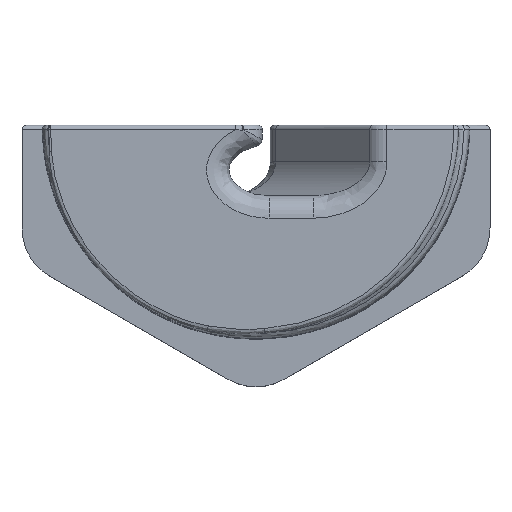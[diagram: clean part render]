
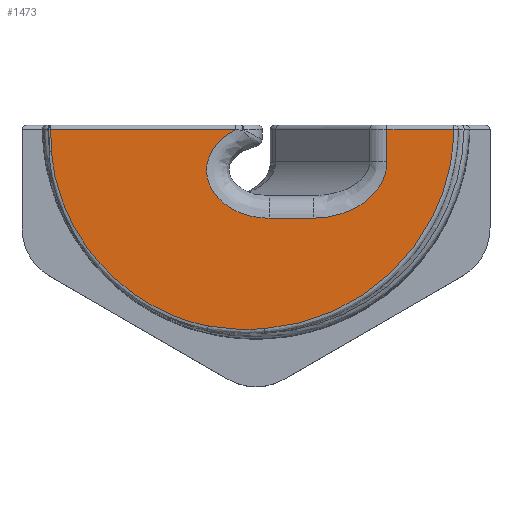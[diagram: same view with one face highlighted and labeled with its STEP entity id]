
A CAD part, top view. The second image highlights one B-rep face of the part: STEP entity #1473.
In plain terms, the highlighted planar face has unit normal (0, 0, 1).
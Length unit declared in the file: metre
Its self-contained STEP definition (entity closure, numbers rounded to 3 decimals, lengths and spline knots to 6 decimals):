
#27=ELLIPSE('',#1602,0.005548,0.00425);
#28=ELLIPSE('',#1603,0.006527,0.005);
#204=LINE('',#3893,#284);
#205=LINE('',#3914,#285);
#206=LINE('',#3916,#286);
#207=LINE('',#3920,#287);
#284=VECTOR('',#1809,1.);
#285=VECTOR('',#1810,1.);
#286=VECTOR('',#1811,1.);
#287=VECTOR('',#1814,1.);
#434=ORIENTED_EDGE('',*,*,#874,.T.);
#435=ORIENTED_EDGE('',*,*,#875,.T.);
#436=ORIENTED_EDGE('',*,*,#876,.T.);
#437=ORIENTED_EDGE('',*,*,#877,.T.);
#438=ORIENTED_EDGE('',*,*,#878,.T.);
#439=ORIENTED_EDGE('',*,*,#823,.T.);
#440=ORIENTED_EDGE('',*,*,#879,.T.);
#441=ORIENTED_EDGE('',*,*,#880,.T.);
#442=ORIENTED_EDGE('',*,*,#881,.T.);
#443=ORIENTED_EDGE('',*,*,#882,.T.);
#823=EDGE_CURVE('',#1049,#1048,#1172,.T.);
#874=EDGE_CURVE('',#1089,#1090,#27,.F.);
#875=EDGE_CURVE('',#1090,#1091,#204,.F.);
#876=EDGE_CURVE('',#1091,#1092,#1179,.T.);
#877=EDGE_CURVE('',#1092,#1093,#1180,.T.);
#878=EDGE_CURVE('',#1093,#1049,#1181,.T.);
#879=EDGE_CURVE('',#1048,#1094,#205,.F.);
#880=EDGE_CURVE('',#1094,#1095,#206,.F.);
#881=EDGE_CURVE('',#1095,#1096,#28,.F.);
#882=EDGE_CURVE('',#1096,#1089,#207,.F.);
#1048=VERTEX_POINT('',#3744);
#1049=VERTEX_POINT('',#3755);
#1089=VERTEX_POINT('',#3891);
#1090=VERTEX_POINT('',#3892);
#1091=VERTEX_POINT('',#3894);
#1092=VERTEX_POINT('',#3899);
#1093=VERTEX_POINT('',#3909);
#1094=VERTEX_POINT('',#3915);
#1095=VERTEX_POINT('',#3917);
#1096=VERTEX_POINT('',#3919);
#1172=B_SPLINE_CURVE_WITH_KNOTS('',3,(#3745,#3746,#3747,#3748,#3749,#3750,
#3751,#3752,#3753,#3754),.UNSPECIFIED.,.F.,.F.,(4,1,1,1,1,1,1,4),(0.,0.003354,
0.006708,0.010063,0.013417,0.020125,
0.02348,0.026834),.UNSPECIFIED.);
#1179=B_SPLINE_CURVE_WITH_KNOTS('',3,(#3895,#3896,#3897,#3898),
 .UNSPECIFIED.,.F.,.F.,(4,4),(0.083348,0.085297),
 .UNSPECIFIED.);
#1180=B_SPLINE_CURVE_WITH_KNOTS('',3,(#3900,#3901,#3902,#3903,#3904,#3905,
#3906,#3907,#3908),.UNSPECIFIED.,.F.,.F.,(4,1,1,1,1,1,4),(0.,0.002808,
0.005616,0.011231,0.016847,0.019655,
0.022463),.UNSPECIFIED.);
#1181=B_SPLINE_CURVE_WITH_KNOTS('',3,(#3910,#3911,#3912,#3913),
 .UNSPECIFIED.,.F.,.F.,(4,4),(0.,0.005027),.UNSPECIFIED.);
#1245=EDGE_LOOP('',(#434,#435,#436,#437,#438,#439,#440,#441,#442,#443));
#1347=FACE_BOUND('',#1245,.T.);
#1437=PLANE('',#1601);
#1473=ADVANCED_FACE('',(#1347),#1437,.T.);
#1601=AXIS2_PLACEMENT_3D('',#3889,#1805,#1806);
#1602=AXIS2_PLACEMENT_3D('',#3890,#1807,#1808);
#1603=AXIS2_PLACEMENT_3D('',#3918,#1812,#1813);
#1805=DIRECTION('',(0.,0.,1.));
#1806=DIRECTION('',(0.866,-0.5,0.));
#1807=DIRECTION('',(0.,0.,1.));
#1808=DIRECTION('',(1.,0.,0.));
#1809=DIRECTION('',(1.,0.,0.));
#1810=DIRECTION('',(1.,0.,0.));
#1811=DIRECTION('',(0.,1.,0.));
#1812=DIRECTION('',(0.,0.,1.));
#1813=DIRECTION('',(1.,0.,0.));
#1814=DIRECTION('',(1.,0.,0.));
#3744=CARTESIAN_POINT('',(0.017546,-0.0004,0.013));
#3745=CARTESIAN_POINT('',(0.000771,-0.018048,0.013));
#3746=CARTESIAN_POINT('',(0.001889,-0.017959,0.013));
#3747=CARTESIAN_POINT('',(0.004111,-0.017578,0.013));
#3748=CARTESIAN_POINT('',(0.007234,-0.016439,0.013));
#3749=CARTESIAN_POINT('',(0.01014,-0.014729,0.013));
#3750=CARTESIAN_POINT('',(0.013489,-0.011828,0.013));
#3751=CARTESIAN_POINT('',(0.01599,-0.007985,0.013));
#3752=CARTESIAN_POINT('',(0.017283,-0.003745,0.013));
#3753=CARTESIAN_POINT('',(0.01753,-0.001506,0.013));
#3754=CARTESIAN_POINT('',(0.017546,-0.0004,0.013));
#3755=CARTESIAN_POINT('',(0.000771,-0.018048,0.013));
#3889=CARTESIAN_POINT('',(0.,0.,0.013));
#3890=CARTESIAN_POINT('',(0.001165,-0.004,0.013));
#3891=CARTESIAN_POINT('',(0.001165,-0.00825,0.013));
#3892=CARTESIAN_POINT('',(-0.001784,-0.0004,0.013));
#3893=CARTESIAN_POINT('',(-0.018178,-0.0004,0.013));
#3894=CARTESIAN_POINT('',(-0.018194,-0.0004,0.013));
#3895=CARTESIAN_POINT('',(-0.018194,-0.0004,0.013));
#3896=CARTESIAN_POINT('',(-0.018212,-0.001051,0.013));
#3897=CARTESIAN_POINT('',(-0.018199,-0.001701,0.013));
#3898=CARTESIAN_POINT('',(-0.018156,-0.002351,0.013));
#3899=CARTESIAN_POINT('',(-0.018156,-0.002351,0.013));
#3900=CARTESIAN_POINT('',(-0.018156,-0.002351,0.013));
#3901=CARTESIAN_POINT('',(-0.018095,-0.003286,0.013));
#3902=CARTESIAN_POINT('',(-0.017763,-0.005134,0.013));
#3903=CARTESIAN_POINT('',(-0.016522,-0.008649,0.013));
#3904=CARTESIAN_POINT('',(-0.01396,-0.012581,0.013));
#3905=CARTESIAN_POINT('',(-0.010304,-0.015541,0.013));
#3906=CARTESIAN_POINT('',(-0.006968,-0.017126,0.013));
#3907=CARTESIAN_POINT('',(-0.00516,-0.017652,0.013));
#3908=CARTESIAN_POINT('',(-0.004236,-0.017811,0.013));
#3909=CARTESIAN_POINT('',(-0.004236,-0.017811,0.013));
#3910=CARTESIAN_POINT('',(-0.004236,-0.017811,0.013));
#3911=CARTESIAN_POINT('',(-0.002584,-0.018094,0.013));
#3912=CARTESIAN_POINT('',(-0.0009,-0.018183,0.013));
#3913=CARTESIAN_POINT('',(0.000771,-0.018048,0.013));
#3914=CARTESIAN_POINT('',(0.011608,-0.0004,0.013));
#3915=CARTESIAN_POINT('',(0.011608,-0.0004,0.013));
#3916=CARTESIAN_POINT('',(0.011608,-0.00325,0.013));
#3917=CARTESIAN_POINT('',(0.011608,-0.00325,0.013));
#3918=CARTESIAN_POINT('',(0.005081,-0.00325,0.013));
#3919=CARTESIAN_POINT('',(0.005081,-0.00825,0.013));
#3920=CARTESIAN_POINT('',(0.002843,-0.00825,0.013));
